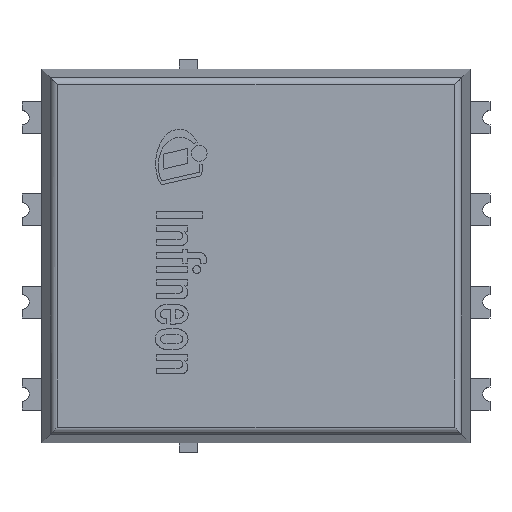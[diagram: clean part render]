
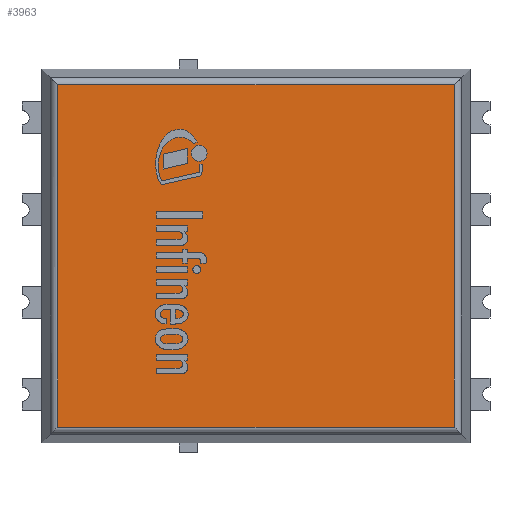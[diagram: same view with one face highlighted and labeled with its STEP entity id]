
A CAD part, top view. The second image highlights one B-rep face of the part: STEP entity #3963.
In plain terms, the highlighted planar face has unit normal (0, 0, 1).
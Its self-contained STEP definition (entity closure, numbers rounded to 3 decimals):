
#243=PLANE('',#4201);
#452=FACE_OUTER_BOUND('',#689,.T.);
#689=EDGE_LOOP('',(#3244,#3245,#3246,#3247));
#954=LINE('',#6616,#1349);
#955=LINE('',#6618,#1350);
#956=LINE('',#6620,#1351);
#957=LINE('',#6621,#1352);
#1349=VECTOR('',#4728,1000.);
#1350=VECTOR('',#4729,1000.);
#1351=VECTOR('',#4730,1000.);
#1352=VECTOR('',#4731,1000.);
#1907=VERTEX_POINT('',#6614);
#1908=VERTEX_POINT('',#6615);
#1909=VERTEX_POINT('',#6617);
#1910=VERTEX_POINT('',#6619);
#2386=EDGE_CURVE('',#1907,#1908,#954,.T.);
#2387=EDGE_CURVE('',#1908,#1909,#955,.T.);
#2388=EDGE_CURVE('',#1909,#1910,#956,.T.);
#2389=EDGE_CURVE('',#1910,#1907,#957,.T.);
#3244=ORIENTED_EDGE('',*,*,#2386,.T.);
#3245=ORIENTED_EDGE('',*,*,#2387,.T.);
#3246=ORIENTED_EDGE('',*,*,#2388,.T.);
#3247=ORIENTED_EDGE('',*,*,#2389,.T.);
#3963=ADVANCED_FACE('',(#452),#243,.T.);
#4201=AXIS2_PLACEMENT_3D('',#6613,#4726,#4727);
#4726=DIRECTION('center_axis',(0.,0.,1.));
#4727=DIRECTION('ref_axis',(0.,-1.,0.));
#4728=DIRECTION('',(1.,0.,0.));
#4729=DIRECTION('',(0.,1.,0.));
#4730=DIRECTION('',(-1.,0.,0.));
#4731=DIRECTION('',(0.,-1.,0.));
#6613=CARTESIAN_POINT('Origin',(0.,0.,1.));
#6614=CARTESIAN_POINT('',(-2.734,-2.359,1.));
#6615=CARTESIAN_POINT('',(2.734,-2.359,1.));
#6616=CARTESIAN_POINT('',(2.818,-2.359,1.));
#6617=CARTESIAN_POINT('',(2.734,2.359,1.));
#6618=CARTESIAN_POINT('',(2.734,2.443,1.));
#6619=CARTESIAN_POINT('',(-2.734,2.359,1.));
#6620=CARTESIAN_POINT('',(-2.818,2.359,1.));
#6621=CARTESIAN_POINT('',(-2.734,-2.443,1.));
